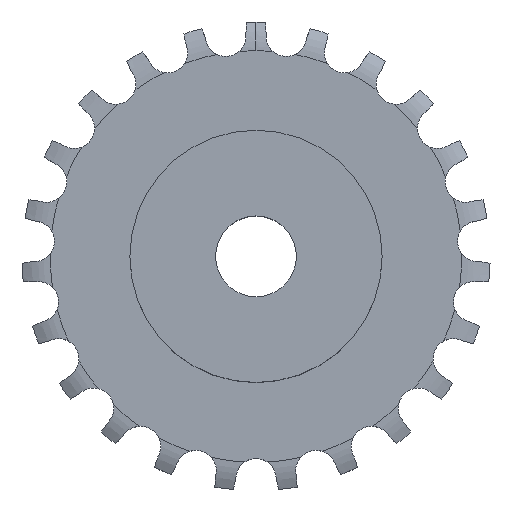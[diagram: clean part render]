
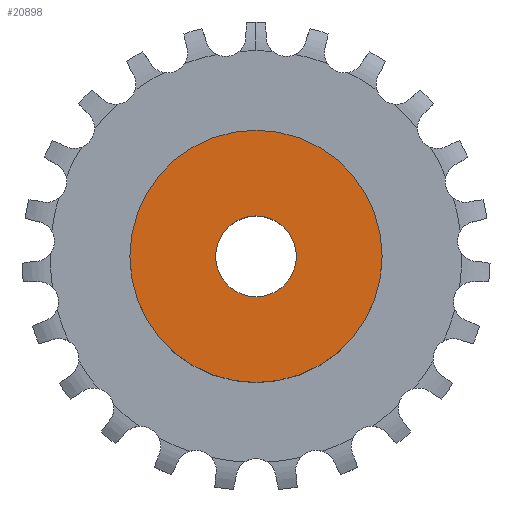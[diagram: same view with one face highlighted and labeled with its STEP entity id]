
A CAD part, top view. The second image highlights one B-rep face of the part: STEP entity #20898.
In plain terms, the highlighted planar face has unit normal (0, 0, 1).
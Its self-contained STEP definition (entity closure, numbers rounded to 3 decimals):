
#3685 = CYLINDRICAL_SURFACE('',#3686,4.);
#3686 = AXIS2_PLACEMENT_3D('',#3687,#3688,#3689);
#3687 = CARTESIAN_POINT('',(0.,0.,67.54));
#3688 = DIRECTION('',(0.,0.,1.));
#3689 = DIRECTION('',(1.,0.,-0.));
#6341 = CYLINDRICAL_SURFACE('',#6342,12.5);
#6342 = AXIS2_PLACEMENT_3D('',#6343,#6344,#6345);
#6343 = CARTESIAN_POINT('',(0.,0.,0.));
#6344 = DIRECTION('',(-0.,-0.,-1.));
#6345 = DIRECTION('',(1.,0.,0.));
#16903 = EDGE_CURVE('',#16904,#16904,#16906,.T.);
#16904 = VERTEX_POINT('',#16905);
#16905 = CARTESIAN_POINT('',(4.,0.,11.7));
#16906 = SURFACE_CURVE('',#16907,(#16912,#16919),.PCURVE_S1.);
#16907 = CIRCLE('',#16908,4.);
#16908 = AXIS2_PLACEMENT_3D('',#16909,#16910,#16911);
#16909 = CARTESIAN_POINT('',(0.,0.,11.7));
#16910 = DIRECTION('',(0.,0.,1.));
#16911 = DIRECTION('',(1.,0.,-0.));
#16912 = PCURVE('',#3685,#16913);
#16913 = DEFINITIONAL_REPRESENTATION('',(#16914),#16918);
#16914 = LINE('',#16915,#16916);
#16915 = CARTESIAN_POINT('',(0.,-55.84));
#16916 = VECTOR('',#16917,1.);
#16917 = DIRECTION('',(1.,0.));
#16918 = ( GEOMETRIC_REPRESENTATION_CONTEXT(2) 
PARAMETRIC_REPRESENTATION_CONTEXT() REPRESENTATION_CONTEXT('2D SPACE',''
  ) );
#16919 = PCURVE('',#16920,#16925);
#16920 = PLANE('',#16921);
#16921 = AXIS2_PLACEMENT_3D('',#16922,#16923,#16924);
#16922 = CARTESIAN_POINT('',(0.,0.,11.7));
#16923 = DIRECTION('',(-0.,0.,1.));
#16924 = DIRECTION('',(0.,-1.,0.));
#16925 = DEFINITIONAL_REPRESENTATION('',(#16926),#16930);
#16926 = CIRCLE('',#16927,4.);
#16927 = AXIS2_PLACEMENT_2D('',#16928,#16929);
#16928 = CARTESIAN_POINT('',(0.,0.));
#16929 = DIRECTION('',(0.,1.));
#16930 = ( GEOMETRIC_REPRESENTATION_CONTEXT(2) 
PARAMETRIC_REPRESENTATION_CONTEXT() REPRESENTATION_CONTEXT('2D SPACE',''
  ) );
#19512 = VERTEX_POINT('',#19513);
#19513 = CARTESIAN_POINT('',(12.5,0.,11.7));
#19534 = EDGE_CURVE('',#19512,#19512,#19535,.T.);
#19535 = SURFACE_CURVE('',#19536,(#19541,#19548),.PCURVE_S1.);
#19536 = CIRCLE('',#19537,12.5);
#19537 = AXIS2_PLACEMENT_3D('',#19538,#19539,#19540);
#19538 = CARTESIAN_POINT('',(0.,0.,11.7));
#19539 = DIRECTION('',(0.,0.,1.));
#19540 = DIRECTION('',(1.,0.,0.));
#19541 = PCURVE('',#6341,#19542);
#19542 = DEFINITIONAL_REPRESENTATION('',(#19543),#19547);
#19543 = LINE('',#19544,#19545);
#19544 = CARTESIAN_POINT('',(-0.,-11.7));
#19545 = VECTOR('',#19546,1.);
#19546 = DIRECTION('',(-1.,0.));
#19547 = ( GEOMETRIC_REPRESENTATION_CONTEXT(2) 
PARAMETRIC_REPRESENTATION_CONTEXT() REPRESENTATION_CONTEXT('2D SPACE',''
  ) );
#19548 = PCURVE('',#16920,#19549);
#19549 = DEFINITIONAL_REPRESENTATION('',(#19550),#19554);
#19550 = CIRCLE('',#19551,12.5);
#19551 = AXIS2_PLACEMENT_2D('',#19552,#19553);
#19552 = CARTESIAN_POINT('',(0.,0.));
#19553 = DIRECTION('',(0.,1.));
#19554 = ( GEOMETRIC_REPRESENTATION_CONTEXT(2) 
PARAMETRIC_REPRESENTATION_CONTEXT() REPRESENTATION_CONTEXT('2D SPACE',''
  ) );
#20898 = ADVANCED_FACE('',(#20899,#20902),#16920,.T.);
#20899 = FACE_BOUND('',#20900,.T.);
#20900 = EDGE_LOOP('',(#20901));
#20901 = ORIENTED_EDGE('',*,*,#19534,.T.);
#20902 = FACE_BOUND('',#20903,.T.);
#20903 = EDGE_LOOP('',(#20904));
#20904 = ORIENTED_EDGE('',*,*,#16903,.F.);
